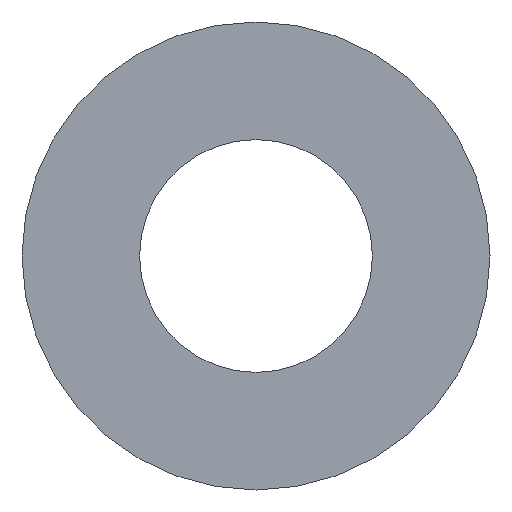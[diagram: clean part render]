
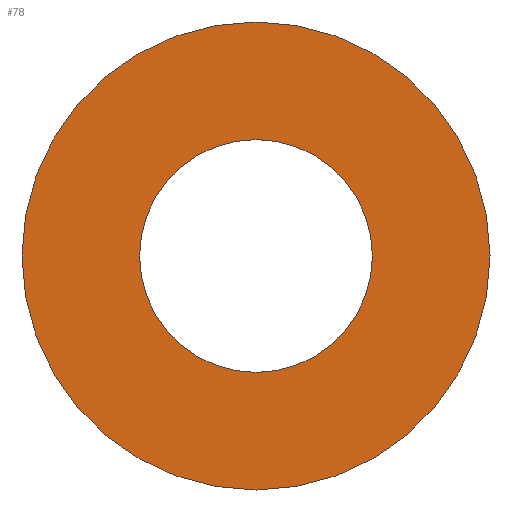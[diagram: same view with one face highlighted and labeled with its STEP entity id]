
A CAD part, front view. The second image highlights one B-rep face of the part: STEP entity #78.
In plain terms, the highlighted planar face has unit normal (0, -1, 0).
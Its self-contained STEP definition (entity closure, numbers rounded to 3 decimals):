
#5 = CIRCLE ( 'NONE', #197, 4.737 ) ;
#12 = ORIENTED_EDGE ( 'NONE', *, *, #56, .F. ) ;
#14 = EDGE_LOOP ( 'NONE', ( #55, #12 ) ) ;
#17 = CARTESIAN_POINT ( 'NONE',  ( 0., 0., 0. ) ) ;
#18 = DIRECTION ( 'NONE',  ( 0., 0., 1. ) ) ;
#31 = VERTEX_POINT ( 'NONE', #57 ) ;
#33 = EDGE_CURVE ( 'NONE', #242, #72, #5, .T. ) ;
#39 = CARTESIAN_POINT ( 'NONE',  ( 0., 0., 0. ) ) ;
#40 = CARTESIAN_POINT ( 'NONE',  ( 0., 0., 4.737 ) ) ;
#43 = FACE_OUTER_BOUND ( 'NONE', #14, .T. ) ;
#55 = ORIENTED_EDGE ( 'NONE', *, *, #131, .F. ) ;
#56 = EDGE_CURVE ( 'NONE', #142, #31, #106, .T. ) ;
#57 = CARTESIAN_POINT ( 'NONE',  ( 0., 0., -9.525 ) ) ;
#59 = CARTESIAN_POINT ( 'NONE',  ( 0., 0., 9.525 ) ) ;
#60 = ORIENTED_EDGE ( 'NONE', *, *, #33, .T. ) ;
#63 = CIRCLE ( 'NONE', #226, 4.737 ) ;
#72 = VERTEX_POINT ( 'NONE', #40 ) ;
#73 = EDGE_CURVE ( 'NONE', #72, #242, #63, .T. ) ;
#78 = ADVANCED_FACE ( 'NONE', ( #175, #43 ), #204, .F. ) ;
#81 = CARTESIAN_POINT ( 'NONE',  ( 0., 0., -4.737 ) ) ;
#94 = DIRECTION ( 'NONE',  ( 0., 1., 0. ) ) ;
#97 = AXIS2_PLACEMENT_3D ( 'NONE', #190, #244, #225 ) ;
#101 = DIRECTION ( 'NONE',  ( 0., 1., 0. ) ) ;
#106 = CIRCLE ( 'NONE', #97, 9.525 ) ;
#115 = CARTESIAN_POINT ( 'NONE',  ( 0., 0., 0. ) ) ;
#119 = DIRECTION ( 'NONE',  ( 0., 0., 1. ) ) ;
#124 = AXIS2_PLACEMENT_3D ( 'NONE', #223, #94, #249 ) ;
#126 = EDGE_LOOP ( 'NONE', ( #209, #60 ) ) ;
#131 = EDGE_CURVE ( 'NONE', #31, #142, #207, .T. ) ;
#137 = DIRECTION ( 'NONE',  ( 0., 1., 0. ) ) ;
#142 = VERTEX_POINT ( 'NONE', #59 ) ;
#175 = FACE_BOUND ( 'NONE', #126, .T. ) ;
#190 = CARTESIAN_POINT ( 'NONE',  ( 0., 0., 0. ) ) ;
#194 = AXIS2_PLACEMENT_3D ( 'NONE', #39, #137, #222 ) ;
#197 = AXIS2_PLACEMENT_3D ( 'NONE', #115, #208, #119 ) ;
#204 = PLANE ( 'NONE',  #124 ) ;
#207 = CIRCLE ( 'NONE', #194, 9.525 ) ;
#208 = DIRECTION ( 'NONE',  ( 0., 1., 0. ) ) ;
#209 = ORIENTED_EDGE ( 'NONE', *, *, #73, .T. ) ;
#222 = DIRECTION ( 'NONE',  ( 0., 0., 1. ) ) ;
#223 = CARTESIAN_POINT ( 'NONE',  ( 0., 0., 0. ) ) ;
#225 = DIRECTION ( 'NONE',  ( 0., 0., 1. ) ) ;
#226 = AXIS2_PLACEMENT_3D ( 'NONE', #17, #101, #18 ) ;
#242 = VERTEX_POINT ( 'NONE', #81 ) ;
#244 = DIRECTION ( 'NONE',  ( 0., 1., 0. ) ) ;
#249 = DIRECTION ( 'NONE',  ( 0., 0., 1. ) ) ;
